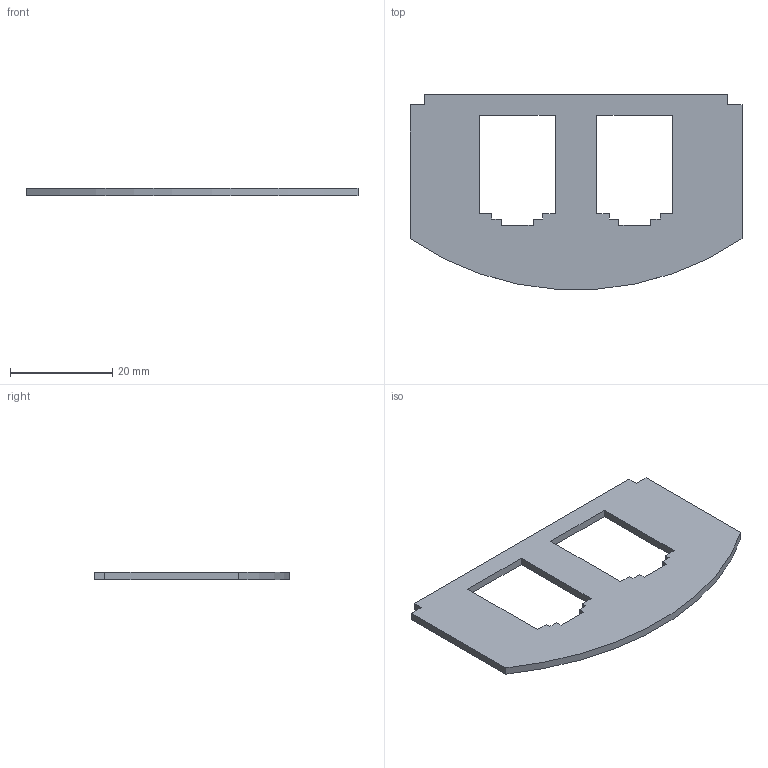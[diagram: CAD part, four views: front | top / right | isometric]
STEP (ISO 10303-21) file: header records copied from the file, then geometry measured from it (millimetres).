
FILE_DESCRIPTION (( 'STEP AP214' ), '1' );
FILE_NAME ('7408804.STEP', '2025-02-17T08:04:34', ( '' ), ( '' ), 'SwSTEP 2.0', 'SolidWorks 2024', '' );
FILE_SCHEMA (( 'AUTOMOTIVE_DESIGN' ));
Length unit declared in the file: millimetre
Products named in the file (1): 7408804
Bounding box: 65 x 38.12 x 1.5 mm (x, y, z)
Volume: 2483.8 mm3; surface area: 3815.8 mm2
Topology: 1 solids, 1 shells, 34 faces, 96 edges, 64 vertices
Faces by surface type: plane 33, cylinder 1
Entity records: 1113 total; most frequent: CARTESIAN_POINT 195, ORIENTED_EDGE 192, DIRECTION 168, EDGE_CURVE 96, VECTOR 94, LINE 94, VERTEX_POINT 64, EDGE_LOOP 38
